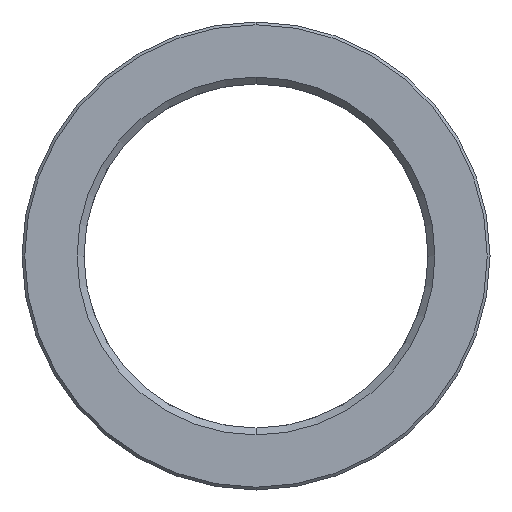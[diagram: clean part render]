
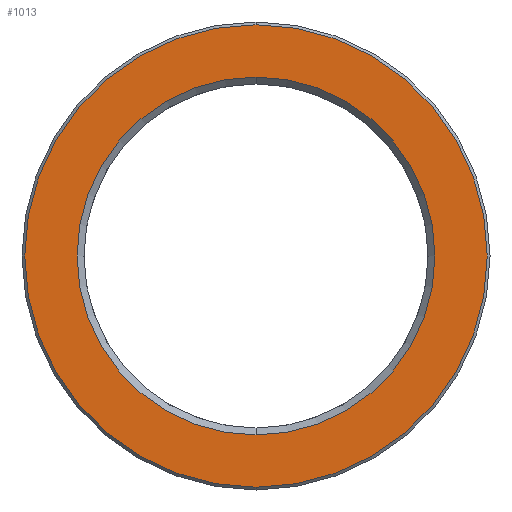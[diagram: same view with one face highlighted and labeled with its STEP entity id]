
A CAD part, front view. The second image highlights one B-rep face of the part: STEP entity #1013.
In plain terms, the highlighted planar face has unit normal (0, -1, 0).
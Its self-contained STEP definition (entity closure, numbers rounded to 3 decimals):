
#29 = CARTESIAN_POINT ( 'NONE',  ( 0., 0., 13. ) ) ;
#50 = EDGE_CURVE ( 'NONE', #355, #1393, #680, .T. ) ;
#82 = VERTEX_POINT ( 'NONE', #473 ) ;
#114 = EDGE_CURVE ( 'NONE', #82, #662, #1116, .T. ) ;
#149 = CARTESIAN_POINT ( 'NONE',  ( 0., 0., 16.8 ) ) ;
#176 = ORIENTED_EDGE ( 'NONE', *, *, #114, .T. ) ;
#194 = AXIS2_PLACEMENT_3D ( 'NONE', #736, #755, #757 ) ;
#261 = CARTESIAN_POINT ( 'NONE',  ( 0., 0., 0. ) ) ;
#271 = DIRECTION ( 'NONE',  ( 0., -1., 0. ) ) ;
#272 = DIRECTION ( 'NONE',  ( 0., 0., 1. ) ) ;
#355 = VERTEX_POINT ( 'NONE', #1499 ) ;
#441 = AXIS2_PLACEMENT_3D ( 'NONE', #601, #604, #605 ) ;
#473 = CARTESIAN_POINT ( 'NONE',  ( 0., 0., -16.8 ) ) ;
#485 = AXIS2_PLACEMENT_3D ( 'NONE', #261, #271, #272 ) ;
#567 = CIRCLE ( 'NONE', #958, 16.8 ) ;
#601 = CARTESIAN_POINT ( 'NONE',  ( 0., 0., 0. ) ) ;
#604 = DIRECTION ( 'NONE',  ( 0., 1., 0. ) ) ;
#605 = DIRECTION ( 'NONE',  ( 0., 0., 1. ) ) ;
#662 = VERTEX_POINT ( 'NONE', #149 ) ;
#680 = CIRCLE ( 'NONE', #441, 13. ) ;
#705 = PLANE ( 'NONE',  #194 ) ;
#736 = CARTESIAN_POINT ( 'NONE',  ( 12.5, 0., 0. ) ) ;
#741 = EDGE_LOOP ( 'NONE', ( #1262, #176 ) ) ;
#755 = DIRECTION ( 'NONE',  ( 0., 1., 0. ) ) ;
#757 = DIRECTION ( 'NONE',  ( 0., 0., 1. ) ) ;
#792 = AXIS2_PLACEMENT_3D ( 'NONE', #899, #903, #906 ) ;
#825 = CIRCLE ( 'NONE', #792, 13. ) ;
#876 = CARTESIAN_POINT ( 'NONE',  ( 0., 0., 0. ) ) ;
#881 = DIRECTION ( 'NONE',  ( 0., -1., 0. ) ) ;
#885 = DIRECTION ( 'NONE',  ( 0., 0., 1. ) ) ;
#899 = CARTESIAN_POINT ( 'NONE',  ( 0., 0., 0. ) ) ;
#903 = DIRECTION ( 'NONE',  ( 0., 1., 0. ) ) ;
#906 = DIRECTION ( 'NONE',  ( 0., 0., 1. ) ) ;
#958 = AXIS2_PLACEMENT_3D ( 'NONE', #876, #881, #885 ) ;
#1013 = ADVANCED_FACE ( 'NONE', ( #1481, #1307 ), #705, .F. ) ;
#1050 = EDGE_CURVE ( 'NONE', #662, #82, #567, .T. ) ;
#1061 = EDGE_CURVE ( 'NONE', #1393, #355, #825, .T. ) ;
#1116 = CIRCLE ( 'NONE', #485, 16.8 ) ;
#1189 = EDGE_LOOP ( 'NONE', ( #1229, #1532 ) ) ;
#1229 = ORIENTED_EDGE ( 'NONE', *, *, #50, .T. ) ;
#1262 = ORIENTED_EDGE ( 'NONE', *, *, #1050, .T. ) ;
#1307 = FACE_BOUND ( 'NONE', #1189, .T. ) ;
#1393 = VERTEX_POINT ( 'NONE', #29 ) ;
#1481 = FACE_OUTER_BOUND ( 'NONE', #741, .T. ) ;
#1499 = CARTESIAN_POINT ( 'NONE',  ( 0., 0., -13. ) ) ;
#1532 = ORIENTED_EDGE ( 'NONE', *, *, #1061, .T. ) ;
